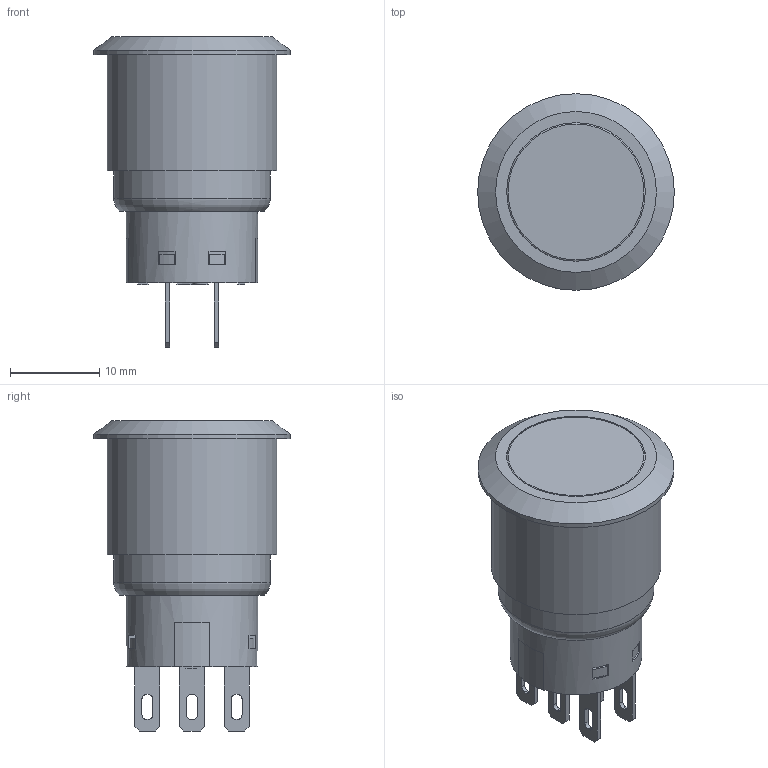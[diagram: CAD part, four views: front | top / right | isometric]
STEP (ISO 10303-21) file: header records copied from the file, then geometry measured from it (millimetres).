
FILE_DESCRIPTION((' '),'2;1');
FILE_NAME('ULV4F2Hxx.stp','2017-08-01T15:15:04',(' '),(' '),' ','ACIS',' ');
FILE_SCHEMA(('CONFIG_CONTROL_DESIGN'));
Length unit declared in the file: inch
Products named in the file (1): ULV4F2Hxx.stp
Bounding box: 22 x 22 x 34.7 mm (x, y, z)
Volume: 6331.2 mm3; surface area: 3289.2 mm2
Topology: 1 solids, 1 shells, 261 faces, 739 edges, 484 vertices
Faces by surface type: plane 174, bspline 46, cylinder 38, torus 2, cone 1
Full cylindrical faces by diameter (mm): 13.3 x1, 14.7 x1, 15.5 x1, 17.5 x1, 19 x1, 22 x1
Entity records: 8751 total; most frequent: CARTESIAN_POINT 2068, ORIENTED_EDGE 1454, DIRECTION 1200, EDGE_CURVE 727, VECTOR 502, LINE 502, VERTEX_POINT 481, AXIS2_PLACEMENT_3D 349
